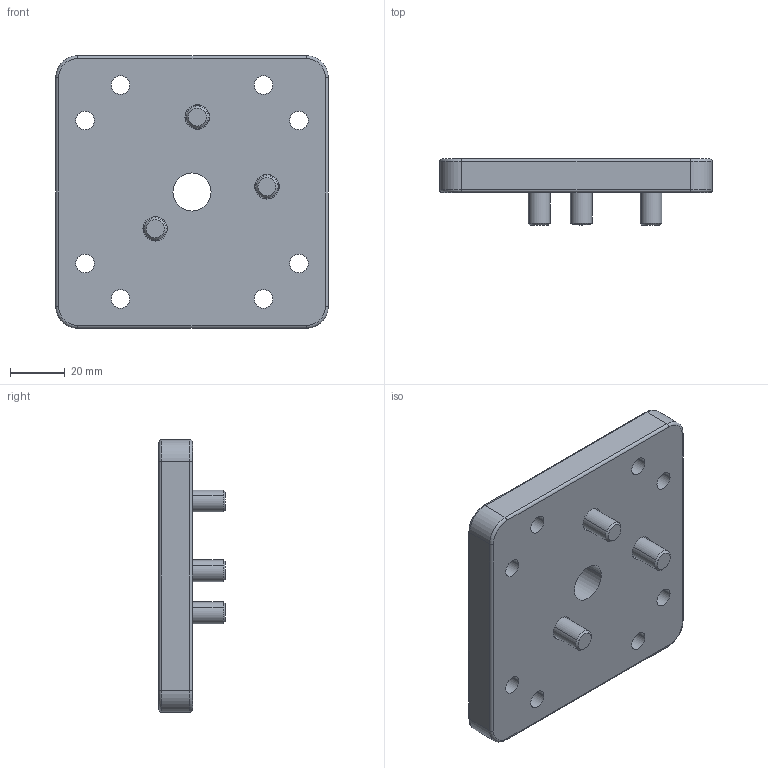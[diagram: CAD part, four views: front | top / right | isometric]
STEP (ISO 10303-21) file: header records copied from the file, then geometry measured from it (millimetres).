
FILE_DESCRIPTION (( 'STEP AP214' ), '1' );
FILE_NAME ('70x70 M16 Stem_HD Plate Caster End Mounting Kit (40DCP-0501-002-01).STEP', '2025-06-12T19:57:29', ( '' ), ( '' ), 'SwSTEP 2.0', 'SolidWorks 2020', '' );
FILE_SCHEMA (( 'AUTOMOTIVE_DESIGN' ));
Length unit declared in the file: millimetre
Products named in the file (1): 70x70 M16 Stem_HD Plate Caster End Mounting Kit (40DCP-0501-002-01)
Bounding box: 100 x 24.25 x 100 mm (x, y, z)
Volume: 117352.6 mm3; surface area: 30185.4 mm2
Topology: 4 solids, 4 shells, 158 faces, 356 edges, 209 vertices
Faces by surface type: cylinder 54, plane 54, cone 36, torus 14
Entity records: 6193 total; most frequent: DIRECTION 844, CARTESIAN_POINT 718, ORIENTED_EDGE 700, EDGE_CURVE 350, AXIS2_PLACEMENT_3D 335, VERTEX_POINT 209, EDGE_LOOP 191, CIRCLE 176
